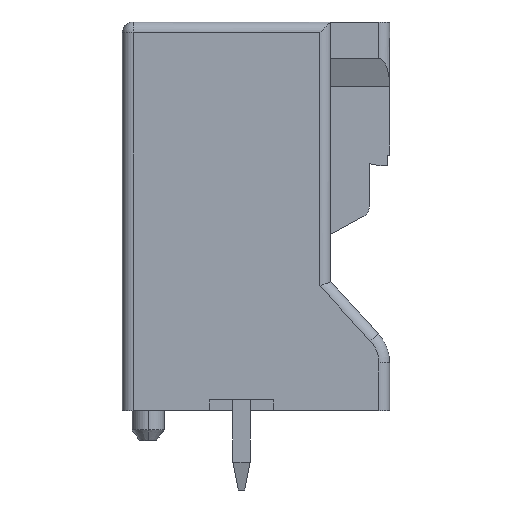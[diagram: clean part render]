
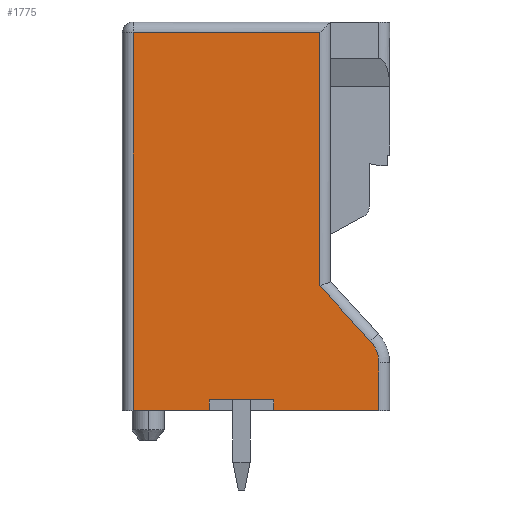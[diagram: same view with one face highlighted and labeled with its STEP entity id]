
A CAD part, left-side view. The second image highlights one B-rep face of the part: STEP entity #1775.
In plain terms, the highlighted planar face has unit normal (-1, 0, 0).
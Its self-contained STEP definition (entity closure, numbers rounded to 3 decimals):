
#62 = VERTEX_POINT('',#63);
#63 = CARTESIAN_POINT('',(-8.625,-1.461,0.5));
#71 = EDGE_CURVE('',#72,#62,#74,.T.);
#72 = VERTEX_POINT('',#73);
#73 = CARTESIAN_POINT('',(-8.625,1.539,0.5));
#74 = LINE('',#75,#76);
#75 = CARTESIAN_POINT('',(-8.625,6.7,0.5));
#76 = VECTOR('',#77,1.);
#77 = DIRECTION('',(0.,-1.,0.));
#1775 = ADVANCED_FACE('',(#1776),#1858,.T.);
#1776 = FACE_BOUND('',#1777,.T.);
#1777 = EDGE_LOOP('',(#1778,#1788,#1796,#1804,#1812,#1818,#1819,#1827,
    #1835,#1843,#1852));
#1778 = ORIENTED_EDGE('',*,*,#1779,.F.);
#1779 = EDGE_CURVE('',#1780,#1782,#1784,.T.);
#1780 = VERTEX_POINT('',#1781);
#1781 = CARTESIAN_POINT('',(-8.625,-3.611,17.6));
#1782 = VERTEX_POINT('',#1783);
#1783 = CARTESIAN_POINT('',(-8.625,-3.611,
    5.806));
#1784 = LINE('',#1785,#1786);
#1785 = CARTESIAN_POINT('',(-8.625,-3.611,
    18.407));
#1786 = VECTOR('',#1787,1.);
#1787 = DIRECTION('',(0.,0.,-1.));
#1788 = ORIENTED_EDGE('',*,*,#1789,.T.);
#1789 = EDGE_CURVE('',#1780,#1790,#1792,.T.);
#1790 = VERTEX_POINT('',#1791);
#1791 = CARTESIAN_POINT('',(-8.625,5.089,17.6));
#1792 = LINE('',#1793,#1794);
#1793 = CARTESIAN_POINT('',(-8.625,-4.341,17.6));
#1794 = VECTOR('',#1795,1.);
#1795 = DIRECTION('',(0.,1.,0.));
#1796 = ORIENTED_EDGE('',*,*,#1797,.F.);
#1797 = EDGE_CURVE('',#1798,#1790,#1800,.T.);
#1798 = VERTEX_POINT('',#1799);
#1799 = CARTESIAN_POINT('',(-8.625,5.089,
    0.));
#1800 = LINE('',#1801,#1802);
#1801 = CARTESIAN_POINT('',(-8.625,5.089,-0.44));
#1802 = VECTOR('',#1803,1.);
#1803 = DIRECTION('',(0.,0.,1.));
#1804 = ORIENTED_EDGE('',*,*,#1805,.T.);
#1805 = EDGE_CURVE('',#1798,#1806,#1808,.T.);
#1806 = VERTEX_POINT('',#1807);
#1807 = CARTESIAN_POINT('',(-8.625,1.539,
    0.));
#1808 = LINE('',#1809,#1810);
#1809 = CARTESIAN_POINT('',(-8.625,6.7,0.));
#1810 = VECTOR('',#1811,1.);
#1811 = DIRECTION('',(0.,-1.,0.));
#1812 = ORIENTED_EDGE('',*,*,#1813,.T.);
#1813 = EDGE_CURVE('',#1806,#72,#1814,.T.);
#1814 = LINE('',#1815,#1816);
#1815 = CARTESIAN_POINT('',(-8.625,1.539,20.1));
#1816 = VECTOR('',#1817,1.);
#1817 = DIRECTION('',(0.,0.,1.));
#1818 = ORIENTED_EDGE('',*,*,#71,.T.);
#1819 = ORIENTED_EDGE('',*,*,#1820,.T.);
#1820 = EDGE_CURVE('',#62,#1821,#1823,.T.);
#1821 = VERTEX_POINT('',#1822);
#1822 = CARTESIAN_POINT('',(-8.625,-1.461,
    0.));
#1823 = LINE('',#1824,#1825);
#1824 = CARTESIAN_POINT('',(-8.625,-1.461,20.1));
#1825 = VECTOR('',#1826,1.);
#1826 = DIRECTION('',(0.,0.,-1.));
#1827 = ORIENTED_EDGE('',*,*,#1828,.T.);
#1828 = EDGE_CURVE('',#1821,#1829,#1831,.T.);
#1829 = VERTEX_POINT('',#1830);
#1830 = CARTESIAN_POINT('',(-8.625,-6.361,
    0.));
#1831 = LINE('',#1832,#1833);
#1832 = CARTESIAN_POINT('',(-8.625,6.7,0.));
#1833 = VECTOR('',#1834,1.);
#1834 = DIRECTION('',(0.,-1.,0.));
#1835 = ORIENTED_EDGE('',*,*,#1836,.T.);
#1836 = EDGE_CURVE('',#1829,#1837,#1839,.T.);
#1837 = VERTEX_POINT('',#1838);
#1838 = CARTESIAN_POINT('',(-8.625,-6.361,
    2.222));
#1839 = LINE('',#1840,#1841);
#1840 = CARTESIAN_POINT('',(-8.625,-6.361,
    -0.056));
#1841 = VECTOR('',#1842,1.);
#1842 = DIRECTION('',(0.,0.,1.));
#1843 = ORIENTED_EDGE('',*,*,#1844,.T.);
#1844 = EDGE_CURVE('',#1837,#1845,#1847,.T.);
#1845 = VERTEX_POINT('',#1846);
#1846 = CARTESIAN_POINT('',(-8.625,-5.967,
    3.236));
#1847 = CIRCLE('',#1848,1.5);
#1848 = AXIS2_PLACEMENT_3D('',#1849,#1850,#1851);
#1849 = CARTESIAN_POINT('',(-8.625,-4.861,
    2.222));
#1850 = DIRECTION('',(-1.,0.,0.));
#1851 = DIRECTION('',(0.,-1.,0.));
#1852 = ORIENTED_EDGE('',*,*,#1853,.F.);
#1853 = EDGE_CURVE('',#1782,#1845,#1854,.T.);
#1854 = LINE('',#1855,#1856);
#1855 = CARTESIAN_POINT('',(-8.625,-3.611,
    5.806));
#1856 = VECTOR('',#1857,1.);
#1857 = DIRECTION('',(0.,-0.676,
    -0.737));
#1858 = PLANE('',#1859);
#1859 = AXIS2_PLACEMENT_3D('',#1860,#1861,#1862);
#1860 = CARTESIAN_POINT('',(-8.625,5.375,18.04)
  );
#1861 = DIRECTION('',(-1.,0.,0.));
#1862 = DIRECTION('',(0.,-1.,0.));
